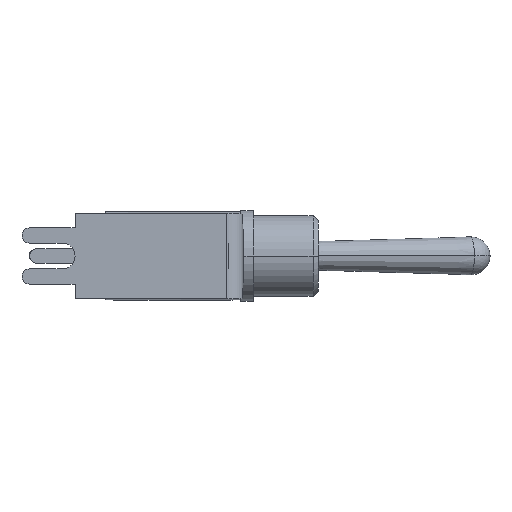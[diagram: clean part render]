
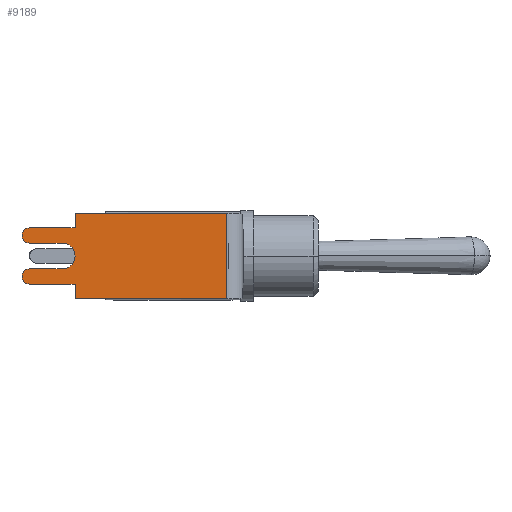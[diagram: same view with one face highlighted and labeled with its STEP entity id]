
A CAD part, left-side view. The second image highlights one B-rep face of the part: STEP entity #9189.
In plain terms, the highlighted planar face has unit normal (-1, 0, 0).
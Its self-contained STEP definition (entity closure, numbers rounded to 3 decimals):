
#8723=DIRECTION('',(0.,0.,1.));
#8724=VECTOR('',#8723,6.6);
#8725=CARTESIAN_POINT('',(-7.875,1.1,-3.325));
#8726=LINE('',#8725,#8724);
#8786=DIRECTION('',(0.,1.,0.));
#8787=VECTOR('',#8786,11.7);
#8788=CARTESIAN_POINT('',(-7.875,1.1,3.275));
#8789=LINE('',#8788,#8787);
#8794=CARTESIAN_POINT('',(-7.875,16.315,-1.61));
#8795=DIRECTION('',(1.,0.,0.));
#8796=DIRECTION('',(0.,0.,-1.));
#8797=AXIS2_PLACEMENT_3D('',#8794,#8795,#8796);
#8799=CARTESIAN_POINT('',(-7.875,13.8,-0.025));
#8800=DIRECTION('',(-1.,0.,0.));
#8801=DIRECTION('',(0.,0.,-1.));
#8802=AXIS2_PLACEMENT_3D('',#8799,#8800,#8801);
#8804=CARTESIAN_POINT('',(-7.875,16.315,1.56));
#8805=DIRECTION('',(1.,0.,0.));
#8806=DIRECTION('',(0.,0.,-1.));
#8807=AXIS2_PLACEMENT_3D('',#8804,#8805,#8806);
#8809=DIRECTION('',(0.,0.,1.));
#8810=VECTOR('',#8809,1.13);
#8811=CARTESIAN_POINT('',(-7.875,12.8,2.145));
#8812=LINE('',#8811,#8810);
#8813=DIRECTION('',(0.,1.,0.));
#8814=VECTOR('',#8813,11.7);
#8815=CARTESIAN_POINT('',(-7.875,1.1,-3.325));
#8816=LINE('',#8815,#8814);
#8817=DIRECTION('',(0.,-1.,0.));
#8818=VECTOR('',#8817,3.515);
#8819=CARTESIAN_POINT('',(-7.875,16.315,-2.195));
#8820=LINE('',#8819,#8818);
#8821=DIRECTION('',(0.,0.,-1.));
#8822=VECTOR('',#8821,1.13);
#8823=CARTESIAN_POINT('',(-7.875,12.8,-2.195));
#8824=LINE('',#8823,#8822);
#8894=DIRECTION('',(0.,1.,0.));
#8895=VECTOR('',#8894,3.515);
#8896=CARTESIAN_POINT('',(-7.875,12.8,2.145));
#8897=LINE('',#8896,#8895);
#8910=DIRECTION('',(0.,-1.,0.));
#8911=VECTOR('',#8910,2.515);
#8912=CARTESIAN_POINT('',(-7.875,16.315,0.975));
#8913=LINE('',#8912,#8911);
#8922=DIRECTION('',(0.,1.,0.));
#8923=VECTOR('',#8922,2.515);
#8924=CARTESIAN_POINT('',(-7.875,13.8,-1.025));
#8925=LINE('',#8924,#8923);
#8959=CARTESIAN_POINT('',(-7.875,1.1,-3.325));
#8960=VERTEX_POINT('',#8959);
#8961=CARTESIAN_POINT('',(-7.875,1.1,3.275));
#8962=VERTEX_POINT('',#8961);
#8976=CARTESIAN_POINT('',(-7.875,12.8,3.275));
#8978=VERTEX_POINT('',#8976);
#8980=CARTESIAN_POINT('',(-7.875,12.8,2.145));
#8981=VERTEX_POINT('',#8980);
#8984=CARTESIAN_POINT('',(-7.875,16.315,-2.195));
#8985=CARTESIAN_POINT('',(-7.875,12.8,-2.195));
#8986=VERTEX_POINT('',#8984);
#8987=VERTEX_POINT('',#8985);
#8988=CARTESIAN_POINT('',(-7.875,16.315,-1.025));
#8989=VERTEX_POINT('',#8988);
#8990=CARTESIAN_POINT('',(-7.875,13.8,-1.025));
#8991=VERTEX_POINT('',#8990);
#8992=CARTESIAN_POINT('',(-7.875,13.8,0.975));
#8993=VERTEX_POINT('',#8992);
#8994=CARTESIAN_POINT('',(-7.875,16.315,0.975));
#8995=VERTEX_POINT('',#8994);
#8996=CARTESIAN_POINT('',(-7.875,16.315,2.145));
#8997=VERTEX_POINT('',#8996);
#8998=CARTESIAN_POINT('',(-7.875,12.8,-3.325));
#8999=VERTEX_POINT('',#8998);
#9161=CARTESIAN_POINT('',(-7.875,16.9,3.275));
#9162=DIRECTION('',(-1.,0.,0.));
#9163=DIRECTION('',(0.,-1.,0.));
#9164=AXIS2_PLACEMENT_3D('',#9161,#9162,#9163);
#9165=PLANE('',#9164);
#9167=ORIENTED_EDGE('',*,*,#9166,.F.);
#9169=ORIENTED_EDGE('',*,*,#9168,.T.);
#9171=ORIENTED_EDGE('',*,*,#9170,.F.);
#9173=ORIENTED_EDGE('',*,*,#9172,.T.);
#9175=ORIENTED_EDGE('',*,*,#9174,.F.);
#9177=ORIENTED_EDGE('',*,*,#9176,.T.);
#9179=ORIENTED_EDGE('',*,*,#9178,.F.);
#9180=ORIENTED_EDGE('',*,*,#9151,.T.);
#9181=ORIENTED_EDGE('',*,*,#9141,.F.);
#9182=ORIENTED_EDGE('',*,*,#9046,.F.);
#9184=ORIENTED_EDGE('',*,*,#9183,.T.);
#9186=ORIENTED_EDGE('',*,*,#9185,.F.);
#9187=EDGE_LOOP('',(#9167,#9169,#9171,#9173,#9175,#9177,#9179,#9180,#9181,#9182,
#9184,#9186));
#9188=FACE_OUTER_BOUND('',#9187,.F.);
#9189=ADVANCED_FACE('',(#9188),#9165,.T.);
#8798=CIRCLE('',#8797,0.585);
#8803=CIRCLE('',#8802,1.);
#8808=CIRCLE('',#8807,0.585);
#9046=EDGE_CURVE('',#8960,#8962,#8726,.T.);
#9141=EDGE_CURVE('',#8962,#8978,#8789,.T.);
#9151=EDGE_CURVE('',#8981,#8978,#8812,.T.);
#9166=EDGE_CURVE('',#8986,#8987,#8820,.T.);
#9168=EDGE_CURVE('',#8986,#8989,#8798,.T.);
#9170=EDGE_CURVE('',#8991,#8989,#8925,.T.);
#9172=EDGE_CURVE('',#8991,#8993,#8803,.T.);
#9174=EDGE_CURVE('',#8995,#8993,#8913,.T.);
#9176=EDGE_CURVE('',#8995,#8997,#8808,.T.);
#9178=EDGE_CURVE('',#8981,#8997,#8897,.T.);
#9183=EDGE_CURVE('',#8960,#8999,#8816,.T.);
#9185=EDGE_CURVE('',#8987,#8999,#8824,.T.);
